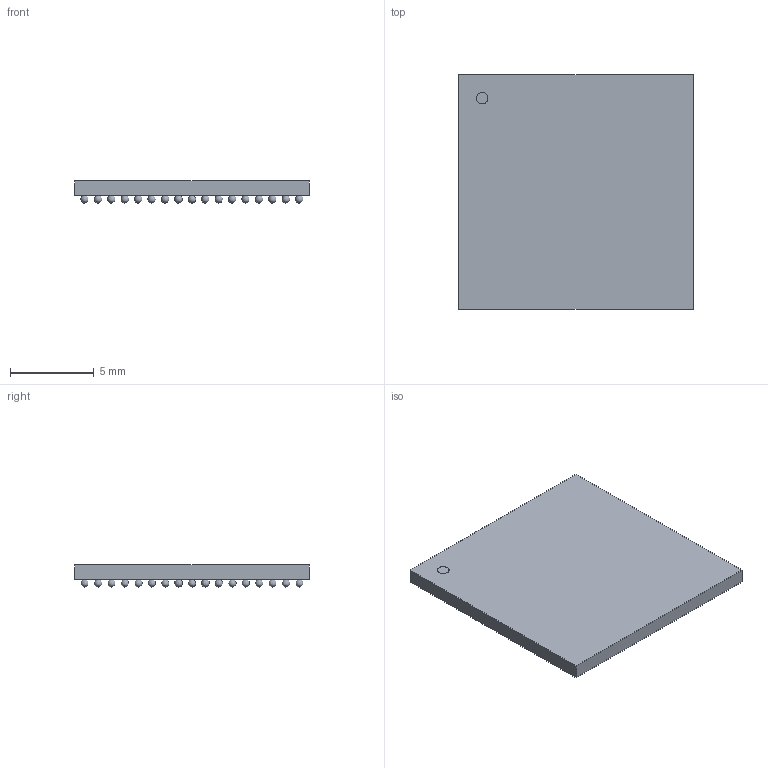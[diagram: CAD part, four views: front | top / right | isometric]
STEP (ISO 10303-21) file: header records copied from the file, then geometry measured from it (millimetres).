
FILE_DESCRIPTION(('STEP AP214'),'1');
FILE_NAME('LFBGA289_SOT1534-2_NXP','2022-05-30T17:24:30',(''),(''),'','','');
FILE_SCHEMA(('AUTOMOTIVE_DESIGN'));
Length unit declared in the file: millimetre
Products named in the file (1): product
Bounding box: 14 x 14 x 1.32 mm (x, y, z)
Volume: 183.9 mm3; surface area: 630.8 mm2
Topology: 291 solids, 291 shells, 298 faces, 882 edges, 588 vertices
Faces by surface type: sphere 289, plane 8, cylinder 1
Full cylindrical faces by diameter (mm): 0.7 x1
Entity records: 2857 total; most frequent: DIRECTION 616, CARTESIAN_POINT 312, AXIS2_PLACEMENT_3D 302, STYLED_ITEM 298, ADVANCED_FACE 298, MANIFOLD_SOLID_BREP 291, CLOSED_SHELL 291, SPHERICAL_SURFACE 289
